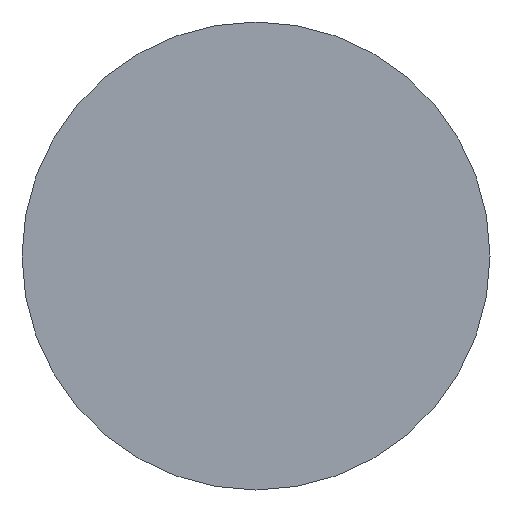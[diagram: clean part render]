
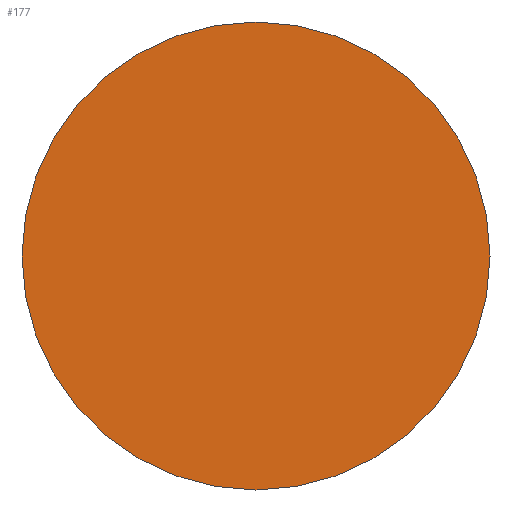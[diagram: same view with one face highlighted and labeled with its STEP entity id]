
A CAD part, front view. The second image highlights one B-rep face of the part: STEP entity #177.
In plain terms, the highlighted planar face has unit normal (0, -1, 0).
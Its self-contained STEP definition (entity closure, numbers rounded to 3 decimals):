
#99 = CYLINDRICAL_SURFACE('',#100,5.);
#100 = AXIS2_PLACEMENT_3D('',#101,#102,#103);
#101 = CARTESIAN_POINT('',(50.,0.,0.));
#102 = DIRECTION('',(0.,-1.,0.));
#103 = DIRECTION('',(1.,0.,0.));
#124 = VERTEX_POINT('',#125);
#125 = CARTESIAN_POINT('',(55.,-1.5,0.));
#146 = EDGE_CURVE('',#124,#124,#147,.T.);
#147 = SURFACE_CURVE('',#148,(#153,#160),.PCURVE_S1.);
#148 = CIRCLE('',#149,5.);
#149 = AXIS2_PLACEMENT_3D('',#150,#151,#152);
#150 = CARTESIAN_POINT('',(50.,-1.5,0.));
#151 = DIRECTION('',(0.,-1.,0.));
#152 = DIRECTION('',(1.,0.,0.));
#153 = PCURVE('',#99,#154);
#154 = DEFINITIONAL_REPRESENTATION('',(#155),#159);
#155 = LINE('',#156,#157);
#156 = CARTESIAN_POINT('',(0.,1.5));
#157 = VECTOR('',#158,1.);
#158 = DIRECTION('',(1.,-0.));
#159 = ( GEOMETRIC_REPRESENTATION_CONTEXT(2) 
PARAMETRIC_REPRESENTATION_CONTEXT() REPRESENTATION_CONTEXT('2D SPACE',''
  ) );
#160 = PCURVE('',#161,#166);
#161 = PLANE('',#162);
#162 = AXIS2_PLACEMENT_3D('',#163,#164,#165);
#163 = CARTESIAN_POINT('',(50.,-1.5,0.));
#164 = DIRECTION('',(-0.,-1.,-0.));
#165 = DIRECTION('',(0.,0.,-1.));
#166 = DEFINITIONAL_REPRESENTATION('',(#167),#171);
#167 = CIRCLE('',#168,5.);
#168 = AXIS2_PLACEMENT_2D('',#169,#170);
#169 = CARTESIAN_POINT('',(0.,0.));
#170 = DIRECTION('',(0.,1.));
#171 = ( GEOMETRIC_REPRESENTATION_CONTEXT(2) 
PARAMETRIC_REPRESENTATION_CONTEXT() REPRESENTATION_CONTEXT('2D SPACE',''
  ) );
#177 = ADVANCED_FACE('',(#178),#161,.T.);
#178 = FACE_BOUND('',#179,.T.);
#179 = EDGE_LOOP('',(#180));
#180 = ORIENTED_EDGE('',*,*,#146,.T.);
